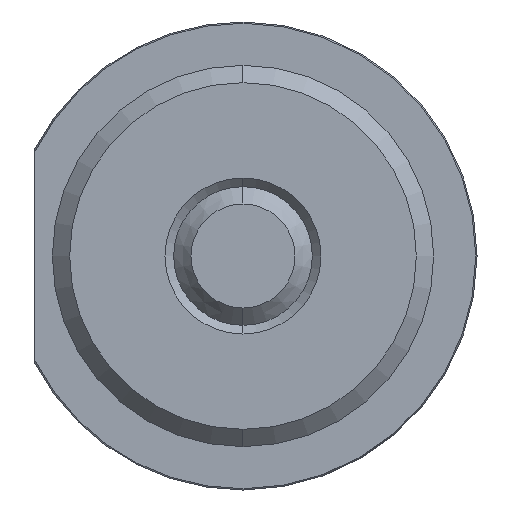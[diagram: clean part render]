
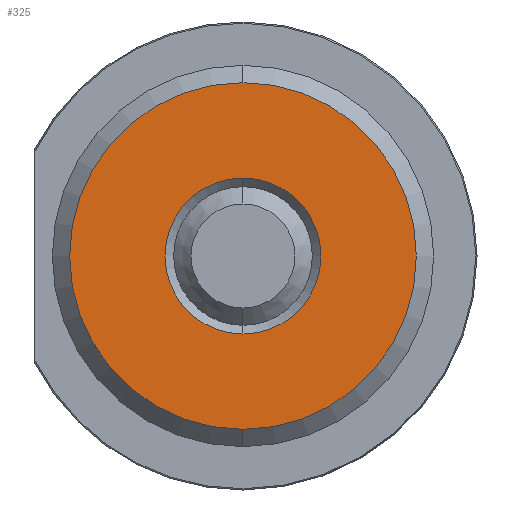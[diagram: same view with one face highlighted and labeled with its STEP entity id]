
A CAD part, left-side view. The second image highlights one B-rep face of the part: STEP entity #325.
In plain terms, the highlighted planar face has unit normal (-1, 0, 0).
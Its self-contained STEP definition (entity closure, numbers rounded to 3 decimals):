
#34 = AXIS2_PLACEMENT_3D ( 'NONE', #1174, #1195, #1192 ) ;
#57 = AXIS2_PLACEMENT_3D ( 'NONE', #2174, #2149, #2148 ) ;
#125 = EDGE_CURVE ( 'NONE', #2059, #2068, #1294, .T. ) ;
#168 = EDGE_CURVE ( 'NONE', #1993, #1994, #2316, .T. ) ;
#216 = EDGE_CURVE ( 'NONE', #2068, #2059, #2949, .T. ) ;
#218 = EDGE_CURVE ( 'NONE', #1994, #1993, #2953, .T. ) ;
#325 = ADVANCED_FACE ( 'NONE', ( #818, #2921 ), #1550, .F. ) ;
#371 = AXIS2_PLACEMENT_3D ( 'NONE', #978, #989, #990 ) ;
#374 = AXIS2_PLACEMENT_3D ( 'NONE', #984, #998, #996 ) ;
#465 = AXIS2_PLACEMENT_3D ( 'NONE', #1549, #1551, #1552 ) ;
#818 = FACE_BOUND ( 'NONE', #2884, .T. ) ;
#978 = CARTESIAN_POINT ( 'NONE',  ( 0., 0., 0. ) ) ;
#984 = CARTESIAN_POINT ( 'NONE',  ( 0., 0., 0. ) ) ;
#989 = DIRECTION ( 'NONE',  ( 1., 0., 0. ) ) ;
#990 = DIRECTION ( 'NONE',  ( 0., 0., -1. ) ) ;
#996 = DIRECTION ( 'NONE',  ( 0., 0., -1. ) ) ;
#998 = DIRECTION ( 'NONE',  ( -1., 0., 0. ) ) ;
#1174 = CARTESIAN_POINT ( 'NONE',  ( 0., 0., 0. ) ) ;
#1192 = DIRECTION ( 'NONE',  ( 0., 0., -1. ) ) ;
#1195 = DIRECTION ( 'NONE',  ( -1., 0., 0. ) ) ;
#1294 = CIRCLE ( 'NONE', #57, 4.5 ) ;
#1549 = CARTESIAN_POINT ( 'NONE',  ( 0., 4., 0. ) ) ;
#1550 = PLANE ( 'NONE',  #465 ) ;
#1551 = DIRECTION ( 'NONE',  ( 1., 0., 0. ) ) ;
#1552 = DIRECTION ( 'NONE',  ( 0., 0., -1. ) ) ;
#1741 = CARTESIAN_POINT ( 'NONE',  ( 0., 0., 10. ) ) ;
#1742 = CARTESIAN_POINT ( 'NONE',  ( 0., 0., -10. ) ) ;
#1802 = CARTESIAN_POINT ( 'NONE',  ( 0., 0., 4.5 ) ) ;
#1811 = CARTESIAN_POINT ( 'NONE',  ( 0., 0., -4.5 ) ) ;
#1993 = VERTEX_POINT ( 'NONE', #1741 ) ;
#1994 = VERTEX_POINT ( 'NONE', #1742 ) ;
#2059 = VERTEX_POINT ( 'NONE', #1802 ) ;
#2068 = VERTEX_POINT ( 'NONE', #1811 ) ;
#2148 = DIRECTION ( 'NONE',  ( 0., 0., -1. ) ) ;
#2149 = DIRECTION ( 'NONE',  ( 1., 0., 0. ) ) ;
#2174 = CARTESIAN_POINT ( 'NONE',  ( 0., 0., 0. ) ) ;
#2316 = CIRCLE ( 'NONE', #34, 10. ) ;
#2535 = ORIENTED_EDGE ( 'NONE', *, *, #125, .T. ) ;
#2536 = ORIENTED_EDGE ( 'NONE', *, *, #216, .T. ) ;
#2537 = ORIENTED_EDGE ( 'NONE', *, *, #218, .T. ) ;
#2539 = ORIENTED_EDGE ( 'NONE', *, *, #168, .T. ) ;
#2879 = EDGE_LOOP ( 'NONE', ( #2537, #2539 ) ) ;
#2884 = EDGE_LOOP ( 'NONE', ( #2535, #2536 ) ) ;
#2921 = FACE_OUTER_BOUND ( 'NONE', #2879, .T. ) ;
#2949 = CIRCLE ( 'NONE', #371, 4.5 ) ;
#2953 = CIRCLE ( 'NONE', #374, 10. ) ;
